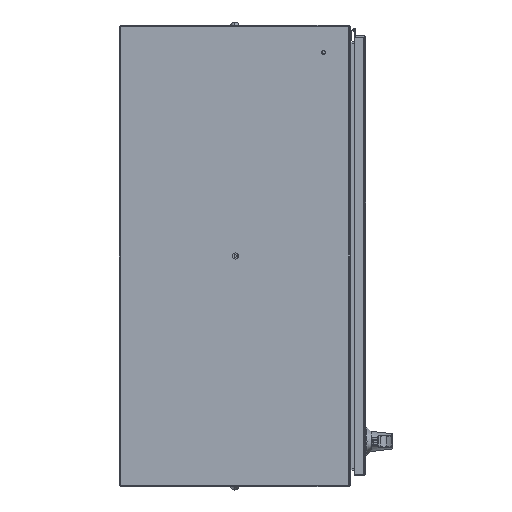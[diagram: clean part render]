
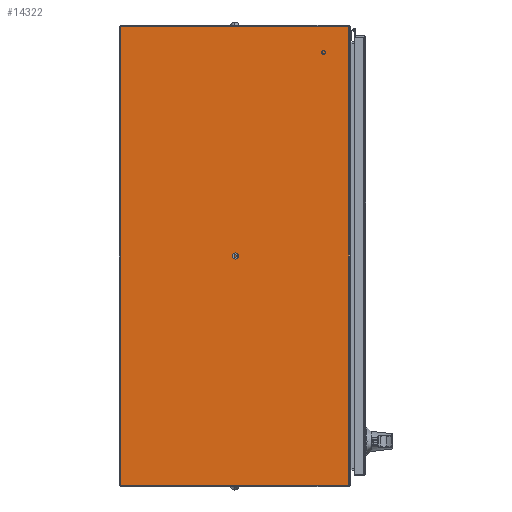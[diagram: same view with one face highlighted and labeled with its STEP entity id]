
A CAD part, front view. The second image highlights one B-rep face of the part: STEP entity #14322.
In plain terms, the highlighted face is planar.
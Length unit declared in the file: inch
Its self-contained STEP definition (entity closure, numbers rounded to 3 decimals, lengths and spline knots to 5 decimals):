
#8524 = CARTESIAN_POINT ( 'NONE',  ( -17.935, 9., 0. ) ) ;
#14322 = ADVANCED_FACE ( 'NONE', ( #69896 ), #20551, .F. ) ;
#17560 = DIRECTION ( 'NONE',  ( 1., 0., 0. ) ) ;
#18119 = VECTOR ( 'NONE', #49178, 39.37008 ) ;
#19184 = VERTEX_POINT ( 'NONE', #57726 ) ;
#20551 = PLANE ( 'NONE',  #80444 ) ;
#22496 = CARTESIAN_POINT ( 'NONE',  ( -17.935, -8.857, 0. ) ) ;
#25412 = VERTEX_POINT ( 'NONE', #70213 ) ;
#26326 = VECTOR ( 'NONE', #79963, 39.37008 ) ;
#32509 = VERTEX_POINT ( 'NONE', #64444 ) ;
#34035 = VERTEX_POINT ( 'NONE', #22496 ) ;
#40593 = LINE ( 'NONE', #91231, #59607 ) ;
#41379 = LINE ( 'NONE', #90499, #51514 ) ;
#45659 = ORIENTED_EDGE ( 'NONE', *, *, #49971, .F. ) ;
#49178 = DIRECTION ( 'NONE',  ( -1., 0., 0. ) ) ;
#49678 = DIRECTION ( 'NONE',  ( 1., 0., 0. ) ) ;
#49971 = EDGE_CURVE ( 'NONE', #25412, #34035, #91013, .T. ) ;
#50938 = LINE ( 'NONE', #8524, #18119 ) ;
#51514 = VECTOR ( 'NONE', #17560, 39.37008 ) ;
#52673 = ORIENTED_EDGE ( 'NONE', *, *, #78626, .F. ) ;
#57726 = CARTESIAN_POINT ( 'NONE',  ( 17.935, 9., 0. ) ) ;
#59607 = VECTOR ( 'NONE', #91570, 39.37008 ) ;
#59721 = DIRECTION ( 'NONE',  ( 0., 0., 1. ) ) ;
#62567 = CARTESIAN_POINT ( 'NONE',  ( -17.935, -9., 0. ) ) ;
#62677 = EDGE_LOOP ( 'NONE', ( #52673, #45659, #86677, #97787 ) ) ;
#63286 = EDGE_CURVE ( 'NONE', #32509, #19184, #40593, .T. ) ;
#64444 = CARTESIAN_POINT ( 'NONE',  ( 17.935, -8.857, 0. ) ) ;
#69896 = FACE_OUTER_BOUND ( 'NONE', #62677, .T. ) ;
#70213 = CARTESIAN_POINT ( 'NONE',  ( -17.935, 9., 0. ) ) ;
#71860 = CARTESIAN_POINT ( 'NONE',  ( -17.935, -9., 0. ) ) ;
#78626 = EDGE_CURVE ( 'NONE', #34035, #32509, #41379, .T. ) ;
#79963 = DIRECTION ( 'NONE',  ( 0., -1., 0. ) ) ;
#80444 = AXIS2_PLACEMENT_3D ( 'NONE', #62567, #59721, #49678 ) ;
#86677 = ORIENTED_EDGE ( 'NONE', *, *, #97585, .F. ) ;
#90499 = CARTESIAN_POINT ( 'NONE',  ( -17.935, -8.857, 0. ) ) ;
#91013 = LINE ( 'NONE', #71860, #26326 ) ;
#91231 = CARTESIAN_POINT ( 'NONE',  ( 17.935, -9., 0. ) ) ;
#91570 = DIRECTION ( 'NONE',  ( 0., 1., 0. ) ) ;
#97585 = EDGE_CURVE ( 'NONE', #19184, #25412, #50938, .T. ) ;
#97787 = ORIENTED_EDGE ( 'NONE', *, *, #63286, .F. ) ;
